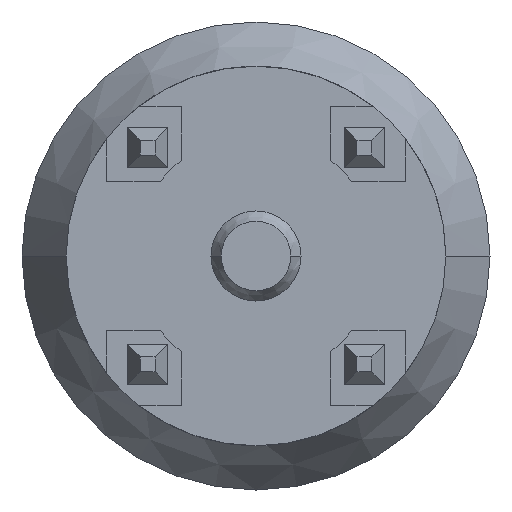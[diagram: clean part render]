
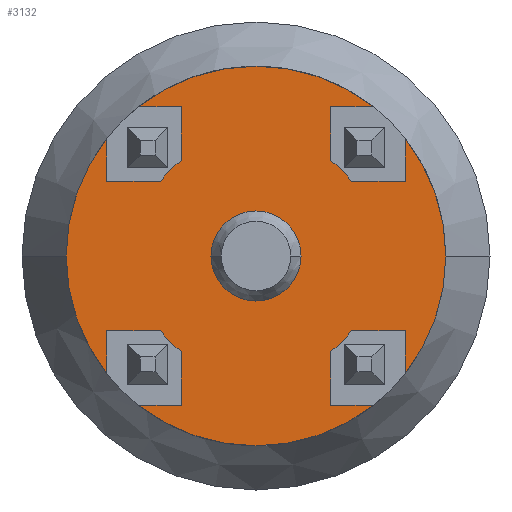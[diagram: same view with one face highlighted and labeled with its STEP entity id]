
A CAD part, left-side view. The second image highlights one B-rep face of the part: STEP entity #3132.
In plain terms, the highlighted planar face has unit normal (-1, 0, 0).
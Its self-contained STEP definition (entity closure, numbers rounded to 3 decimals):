
#32=DIRECTION('',(0.,0.,1.));
#33=VECTOR('',#32,0.998);
#34=CARTESIAN_POINT('',(0.57,3.5,-2.748));
#35=LINE('',#34,#33);
#44=DIRECTION('',(0.,1.,0.));
#45=VECTOR('',#44,1.257);
#46=CARTESIAN_POINT('',(0.57,-3.5,-1.75));
#47=LINE('',#46,#45);
#48=DIRECTION('',(0.,0.,-1.));
#49=VECTOR('',#48,1.257);
#50=CARTESIAN_POINT('',(0.57,-1.75,-2.243));
#51=LINE('',#50,#49);
#52=CARTESIAN_POINT('',(0.57,0.,0.));
#53=DIRECTION('',(1.,0.,0.));
#54=DIRECTION('',(0.,-0.618,-0.787));
#55=AXIS2_PLACEMENT_3D('',#52,#53,#54);
#57=DIRECTION('',(0.,0.,1.));
#58=VECTOR('',#57,1.257);
#59=CARTESIAN_POINT('',(0.57,1.75,-3.5));
#60=LINE('',#59,#58);
#61=DIRECTION('',(0.,1.,0.));
#62=VECTOR('',#61,1.257);
#63=CARTESIAN_POINT('',(0.57,2.243,-1.75));
#64=LINE('',#63,#62);
#65=CARTESIAN_POINT('',(0.57,0.,0.));
#66=DIRECTION('',(1.,0.,0.));
#67=DIRECTION('',(0.,0.787,-0.618));
#68=AXIS2_PLACEMENT_3D('',#65,#66,#67);
#70=DIRECTION('',(0.,-1.,0.));
#71=VECTOR('',#70,1.257);
#72=CARTESIAN_POINT('',(0.57,3.5,1.75));
#73=LINE('',#72,#71);
#74=DIRECTION('',(0.,0.,1.));
#75=VECTOR('',#74,1.257);
#76=CARTESIAN_POINT('',(0.57,1.75,2.243));
#77=LINE('',#76,#75);
#78=CARTESIAN_POINT('',(0.57,0.,0.));
#79=DIRECTION('',(1.,0.,0.));
#80=DIRECTION('',(0.,0.618,0.787));
#81=AXIS2_PLACEMENT_3D('',#78,#79,#80);
#83=DIRECTION('',(0.,0.,-1.));
#84=VECTOR('',#83,1.257);
#85=CARTESIAN_POINT('',(0.57,-1.75,3.5));
#86=LINE('',#85,#84);
#87=DIRECTION('',(0.,-1.,0.));
#88=VECTOR('',#87,1.257);
#89=CARTESIAN_POINT('',(0.57,-2.243,1.75));
#90=LINE('',#89,#88);
#91=CARTESIAN_POINT('',(0.57,0.,0.));
#92=DIRECTION('',(1.,0.,0.));
#93=DIRECTION('',(0.,-0.787,0.618));
#94=AXIS2_PLACEMENT_3D('',#91,#92,#93);
#96=CARTESIAN_POINT('',(0.57,0.,0.));
#97=DIRECTION('',(-1.,0.,0.));
#98=DIRECTION('',(0.,1.,0.));
#99=AXIS2_PLACEMENT_3D('',#96,#97,#98);
#101=CARTESIAN_POINT('',(0.57,0.,0.));
#102=DIRECTION('',(-1.,0.,0.));
#103=DIRECTION('',(0.,-1.,0.));
#104=AXIS2_PLACEMENT_3D('',#101,#102,#103);
#114=DIRECTION('',(0.,0.,-1.));
#115=VECTOR('',#114,0.998);
#116=CARTESIAN_POINT('',(0.57,-3.5,-1.75));
#117=LINE('',#116,#115);
#144=DIRECTION('',(0.,1.,0.));
#145=VECTOR('',#144,0.998);
#146=CARTESIAN_POINT('',(0.57,-2.748,-3.5));
#147=LINE('',#146,#145);
#160=CARTESIAN_POINT('',(0.57,0.,0.));
#161=DIRECTION('',(1.,0.,0.));
#162=DIRECTION('',(0.,-0.788,-0.615));
#163=AXIS2_PLACEMENT_3D('',#160,#161,#162);
#195=DIRECTION('',(0.,0.,-1.));
#196=VECTOR('',#195,0.998);
#197=CARTESIAN_POINT('',(0.57,-3.5,2.748));
#198=LINE('',#197,#196);
#211=CARTESIAN_POINT('',(0.57,0.,0.));
#212=DIRECTION('',(1.,0.,0.));
#213=DIRECTION('',(0.,-0.615,0.788));
#214=AXIS2_PLACEMENT_3D('',#211,#212,#213);
#228=DIRECTION('',(0.,-1.,0.));
#229=VECTOR('',#228,0.998);
#230=CARTESIAN_POINT('',(0.57,-1.75,3.5));
#231=LINE('',#230,#229);
#297=DIRECTION('',(0.,-1.,0.));
#298=VECTOR('',#297,0.998);
#299=CARTESIAN_POINT('',(0.57,2.748,3.5));
#300=LINE('',#299,#298);
#313=CARTESIAN_POINT('',(0.57,0.,0.));
#314=DIRECTION('',(1.,0.,0.));
#315=DIRECTION('',(0.,0.788,0.615));
#316=AXIS2_PLACEMENT_3D('',#313,#314,#315);
#330=DIRECTION('',(0.,0.,1.));
#331=VECTOR('',#330,0.998);
#332=CARTESIAN_POINT('',(0.57,3.5,1.75));
#333=LINE('',#332,#331);
#2324=DIRECTION('',(0.,1.,0.));
#2325=VECTOR('',#2324,0.998);
#2326=CARTESIAN_POINT('',(0.57,1.75,-3.5));
#2327=LINE('',#2326,#2325);
#2332=CARTESIAN_POINT('',(0.57,0.,0.));
#2333=DIRECTION('',(1.,0.,0.));
#2334=DIRECTION('',(0.,0.615,-0.788));
#2335=AXIS2_PLACEMENT_3D('',#2332,#2333,#2334);
#2557=CARTESIAN_POINT('',(0.57,2.748,-3.5));
#2559=VERTEX_POINT('',#2557);
#2561=CARTESIAN_POINT('',(0.57,3.5,-2.748));
#2563=VERTEX_POINT('',#2561);
#2565=CARTESIAN_POINT('',(0.57,-3.5,-2.748));
#2567=VERTEX_POINT('',#2565);
#2569=CARTESIAN_POINT('',(0.57,-2.748,-3.5));
#2571=VERTEX_POINT('',#2569);
#2573=CARTESIAN_POINT('',(0.57,-3.5,2.748));
#2575=VERTEX_POINT('',#2573);
#2577=CARTESIAN_POINT('',(0.57,-2.748,3.5));
#2579=VERTEX_POINT('',#2577);
#2581=CARTESIAN_POINT('',(0.57,3.5,2.748));
#2583=VERTEX_POINT('',#2581);
#2585=CARTESIAN_POINT('',(0.57,2.748,3.5));
#2587=VERTEX_POINT('',#2585);
#2717=CARTESIAN_POINT('',(0.57,-1.75,3.5));
#2718=VERTEX_POINT('',#2717);
#2719=CARTESIAN_POINT('',(0.57,-3.5,1.75));
#2720=VERTEX_POINT('',#2719);
#2721=CARTESIAN_POINT('',(0.57,3.5,1.75));
#2722=VERTEX_POINT('',#2721);
#2723=CARTESIAN_POINT('',(0.57,1.75,3.5));
#2724=VERTEX_POINT('',#2723);
#2725=CARTESIAN_POINT('',(0.57,1.75,-3.5));
#2726=VERTEX_POINT('',#2725);
#2727=CARTESIAN_POINT('',(0.57,3.5,-1.75));
#2728=VERTEX_POINT('',#2727);
#2729=CARTESIAN_POINT('',(0.57,-3.5,-1.75));
#2730=VERTEX_POINT('',#2729);
#2731=CARTESIAN_POINT('',(0.57,-1.75,-3.5));
#2732=VERTEX_POINT('',#2731);
#2733=CARTESIAN_POINT('',(0.57,-1.75,2.243));
#2734=CARTESIAN_POINT('',(0.57,-2.243,1.75));
#2735=VERTEX_POINT('',#2733);
#2736=VERTEX_POINT('',#2734);
#2737=CARTESIAN_POINT('',(0.57,-2.243,-1.75));
#2738=CARTESIAN_POINT('',(0.57,-1.75,-2.243));
#2739=VERTEX_POINT('',#2737);
#2740=VERTEX_POINT('',#2738);
#2741=CARTESIAN_POINT('',(0.57,1.75,-2.243));
#2742=CARTESIAN_POINT('',(0.57,2.243,-1.75));
#2743=VERTEX_POINT('',#2741);
#2744=VERTEX_POINT('',#2742);
#2745=CARTESIAN_POINT('',(0.57,2.243,1.75));
#2746=CARTESIAN_POINT('',(0.57,1.75,2.243));
#2747=VERTEX_POINT('',#2745);
#2748=VERTEX_POINT('',#2746);
#2757=CARTESIAN_POINT('',(0.57,1.055,0.));
#2758=CARTESIAN_POINT('',(0.57,-1.055,0.));
#2759=VERTEX_POINT('',#2757);
#2760=VERTEX_POINT('',#2758);
#3072=CARTESIAN_POINT('',(0.57,-2.065,5.341));
#3073=DIRECTION('',(1.,0.,0.));
#3074=DIRECTION('',(0.,1.,0.));
#3075=AXIS2_PLACEMENT_3D('',#3072,#3073,#3074);
#3076=PLANE('',#3075);
#3078=ORIENTED_EDGE('',*,*,#3077,.T.);
#3080=ORIENTED_EDGE('',*,*,#3079,.T.);
#3082=ORIENTED_EDGE('',*,*,#3081,.T.);
#3084=ORIENTED_EDGE('',*,*,#3083,.F.);
#3086=ORIENTED_EDGE('',*,*,#3085,.T.);
#3088=ORIENTED_EDGE('',*,*,#3087,.F.);
#3090=ORIENTED_EDGE('',*,*,#3089,.T.);
#3092=ORIENTED_EDGE('',*,*,#3091,.T.);
#3094=ORIENTED_EDGE('',*,*,#3093,.T.);
#3095=ORIENTED_EDGE('',*,*,#3062,.F.);
#3097=ORIENTED_EDGE('',*,*,#3096,.T.);
#3099=ORIENTED_EDGE('',*,*,#3098,.F.);
#3101=ORIENTED_EDGE('',*,*,#3100,.T.);
#3103=ORIENTED_EDGE('',*,*,#3102,.T.);
#3105=ORIENTED_EDGE('',*,*,#3104,.T.);
#3107=ORIENTED_EDGE('',*,*,#3106,.F.);
#3109=ORIENTED_EDGE('',*,*,#3108,.T.);
#3111=ORIENTED_EDGE('',*,*,#3110,.F.);
#3113=ORIENTED_EDGE('',*,*,#3112,.T.);
#3115=ORIENTED_EDGE('',*,*,#3114,.T.);
#3117=ORIENTED_EDGE('',*,*,#3116,.T.);
#3119=ORIENTED_EDGE('',*,*,#3118,.F.);
#3121=ORIENTED_EDGE('',*,*,#3120,.T.);
#3123=ORIENTED_EDGE('',*,*,#3122,.F.);
#3124=EDGE_LOOP('',(#3078,#3080,#3082,#3084,#3086,#3088,#3090,#3092,#3094,#3095,
#3097,#3099,#3101,#3103,#3105,#3107,#3109,#3111,#3113,#3115,#3117,#3119,#3121,
#3123));
#3125=FACE_OUTER_BOUND('',#3124,.F.);
#3127=ORIENTED_EDGE('',*,*,#3126,.T.);
#3129=ORIENTED_EDGE('',*,*,#3128,.T.);
#3130=EDGE_LOOP('',(#3127,#3129));
#3131=FACE_BOUND('',#3130,.F.);
#3132=ADVANCED_FACE('',(#3125,#3131),#3076,.F.);
#56=CIRCLE('',#55,4.45);
#69=CIRCLE('',#68,4.45);
#82=CIRCLE('',#81,4.45);
#95=CIRCLE('',#94,4.45);
#100=CIRCLE('',#99,1.055);
#105=CIRCLE('',#104,1.055);
#164=CIRCLE('',#163,2.845);
#215=CIRCLE('',#214,2.845);
#317=CIRCLE('',#316,2.845);
#2336=CIRCLE('',#2335,2.845);
#3062=EDGE_CURVE('',#2563,#2728,#35,.T.);
#3077=EDGE_CURVE('',#2730,#2739,#47,.T.);
#3079=EDGE_CURVE('',#2739,#2740,#164,.T.);
#3081=EDGE_CURVE('',#2740,#2732,#51,.T.);
#3083=EDGE_CURVE('',#2571,#2732,#147,.T.);
#3085=EDGE_CURVE('',#2571,#2559,#56,.T.);
#3087=EDGE_CURVE('',#2726,#2559,#2327,.T.);
#3089=EDGE_CURVE('',#2726,#2743,#60,.T.);
#3091=EDGE_CURVE('',#2743,#2744,#2336,.T.);
#3093=EDGE_CURVE('',#2744,#2728,#64,.T.);
#3096=EDGE_CURVE('',#2563,#2583,#69,.T.);
#3098=EDGE_CURVE('',#2722,#2583,#333,.T.);
#3100=EDGE_CURVE('',#2722,#2747,#73,.T.);
#3102=EDGE_CURVE('',#2747,#2748,#317,.T.);
#3104=EDGE_CURVE('',#2748,#2724,#77,.T.);
#3106=EDGE_CURVE('',#2587,#2724,#300,.T.);
#3108=EDGE_CURVE('',#2587,#2579,#82,.T.);
#3110=EDGE_CURVE('',#2718,#2579,#231,.T.);
#3112=EDGE_CURVE('',#2718,#2735,#86,.T.);
#3114=EDGE_CURVE('',#2735,#2736,#215,.T.);
#3116=EDGE_CURVE('',#2736,#2720,#90,.T.);
#3118=EDGE_CURVE('',#2575,#2720,#198,.T.);
#3120=EDGE_CURVE('',#2575,#2567,#95,.T.);
#3122=EDGE_CURVE('',#2730,#2567,#117,.T.);
#3126=EDGE_CURVE('',#2759,#2760,#100,.T.);
#3128=EDGE_CURVE('',#2760,#2759,#105,.T.);
